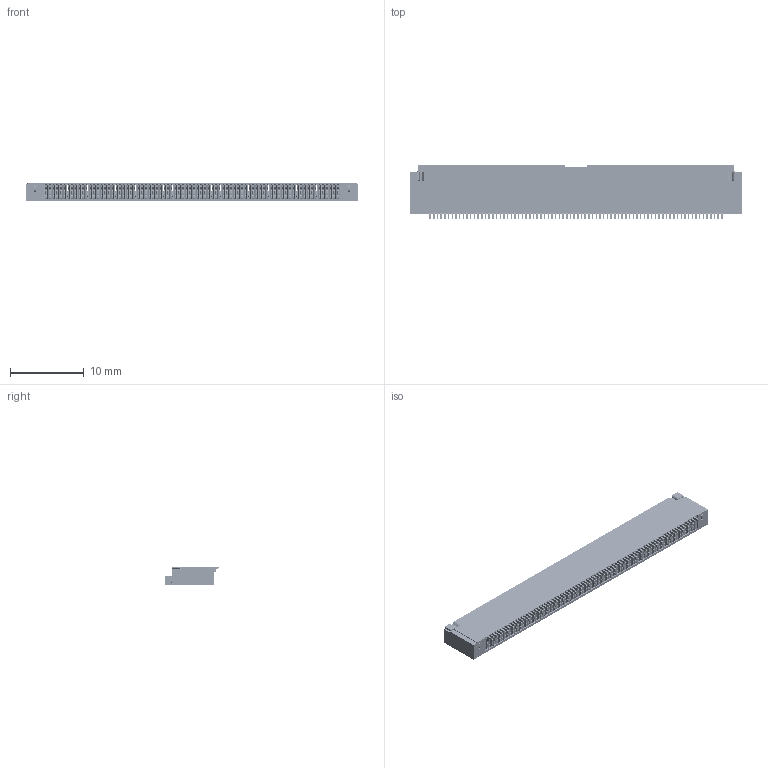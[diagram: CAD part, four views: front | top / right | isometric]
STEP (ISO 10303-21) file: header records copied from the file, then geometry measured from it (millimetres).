
FILE_DESCRIPTION((''),'2;1');
FILE_NAME('FPC05-255H-COVER-80P_ASM','2022-12-19T15:39:38',('Administrator'),(''),'CREO PARAMETRIC BY PTC INC, 2020033','CREO PARAMETRIC BY PTC INC, 2020033','');
FILE_SCHEMA(('CONFIG_CONTROL_DESIGN'));
Products named in the file (1): FPC05-255H-COVER-80P_ASM
Bounding box: 44.95 x 7.25 x 2.55 mm (x, y, z)
Volume: 450.8 mm3; surface area: 3025.1 mm2
Topology: 1 solids, 1 shells, 6760 faces, 20591 edges, 13269 vertices
Faces by surface type: plane 3576, cylinder 2862, sphere 160, torus 160, bspline 2
Entity records: 233266 total; most frequent: CARTESIAN_POINT 45212, ORIENTED_EDGE 41182, DIRECTION 38774, EDGE_CURVE 20591, VECTOR 13976, LINE 13976, VERTEX_POINT 13269, AXIS2_PLACEMENT_3D 12399
